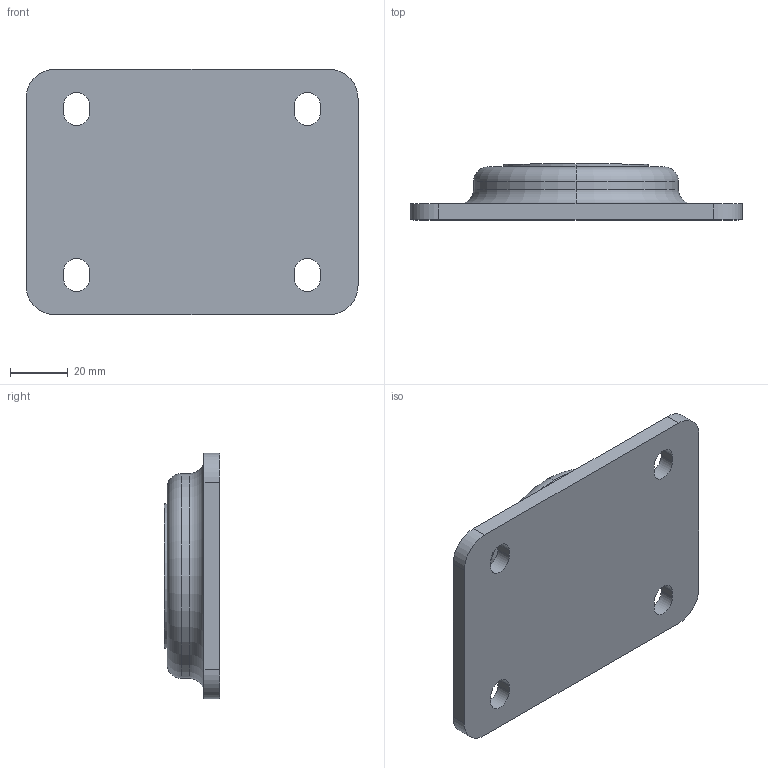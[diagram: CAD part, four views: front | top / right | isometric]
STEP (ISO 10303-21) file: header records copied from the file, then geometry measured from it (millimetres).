
FILE_DESCRIPTION (( 'STEP AP214' ), '1' );
FILE_NAME ('0011387_198-115x085.step', '2018-06-27T08:04:16', ( '' ), ( '' ), 'SwSTEP 2.0', 'SolidWorks 2018', '' );
FILE_SCHEMA (( 'AUTOMOTIVE_DESIGN' ));
Length unit declared in the file: millimetre
Products named in the file (1): 0011387_198-115x085
Bounding box: 115 x 19.3 x 85 mm (x, y, z)
Volume: 101839.4 mm3; surface area: 24611.5 mm2
Topology: 1 solids, 1 shells, 52 faces, 134 edges, 83 vertices
Faces by surface type: cylinder 26, plane 16, cone 6, torus 4
Entity records: 1672 total; most frequent: DIRECTION 294, CARTESIAN_POINT 264, ORIENTED_EDGE 256, EDGE_CURVE 128, AXIS2_PLACEMENT_3D 113, VERTEX_POINT 83, LINE 68, VECTOR 68
